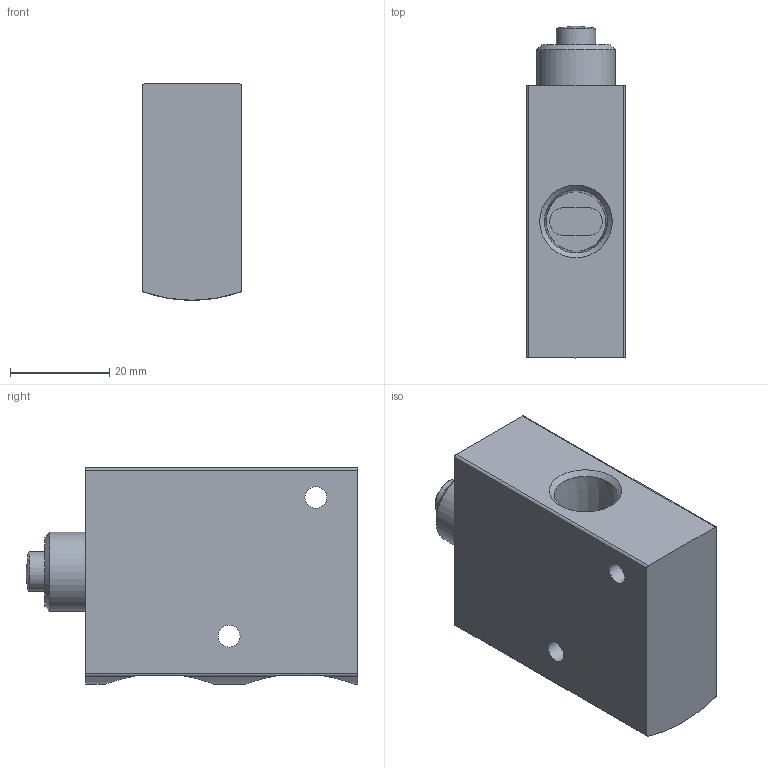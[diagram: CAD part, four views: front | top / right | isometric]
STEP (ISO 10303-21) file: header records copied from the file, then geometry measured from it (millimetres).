
FILE_DESCRIPTION(/* description */ ('STEP AP214'),/* implementation_level */ '2;1');
FILE_NAME(/* name */ '8031310_VMEF-ST-M32-M-N14',/* time_stamp */ '2024-09-16T16:26:44+02:00',/* author */ ('License CC BY-ND 4.0'),/* organization */ ('CADENAS'),/* preprocessor_version */ 'ST-DEVELOPER v19.3',/* originating_system */ 'PARTsolutions',/* authorisation */ ' ');
FILE_SCHEMA (('AUTOMOTIVE_DESIGN {1 0 10303 214 3 1 1}'));
Length unit declared in the file: millimetre
Products named in the file (2): 8031310 VMEF-ST-M32-M-N14---(1); 3530224 VXEF-XT-M52-M-N14_valve---(12)
Assembly tree (1 placements, depth 2):
  8031310 VMEF-ST-M32-M-N14---(1)
    3530224 VXEF-XT-M52-M-N14_valve---(12)
Bounding box: 20 x 67 x 43.72 mm (x, y, z)
Volume: 41152.2 mm3; surface area: 12465 mm2
Topology: 1 solids, 1 shells, 63 faces, 149 edges, 96 vertices
Faces by surface type: cylinder 25, cone 19, plane 17, sphere 1, torus 1
Full cylindrical faces by diameter (mm): 2.1 x1, 2.459 x4, 4.4 x2, 7.98 x1, 8 x1, 10 x2, 15.95 x1
Entity records: 1641 total; most frequent: CARTESIAN_POINT 310, DIRECTION 280, ORIENTED_EDGE 204, AXIS2_PLACEMENT_3D 125, FACE_BOUND 113, EDGE_LOOP 108, EDGE_CURVE 102, VERTEX_POINT 87
